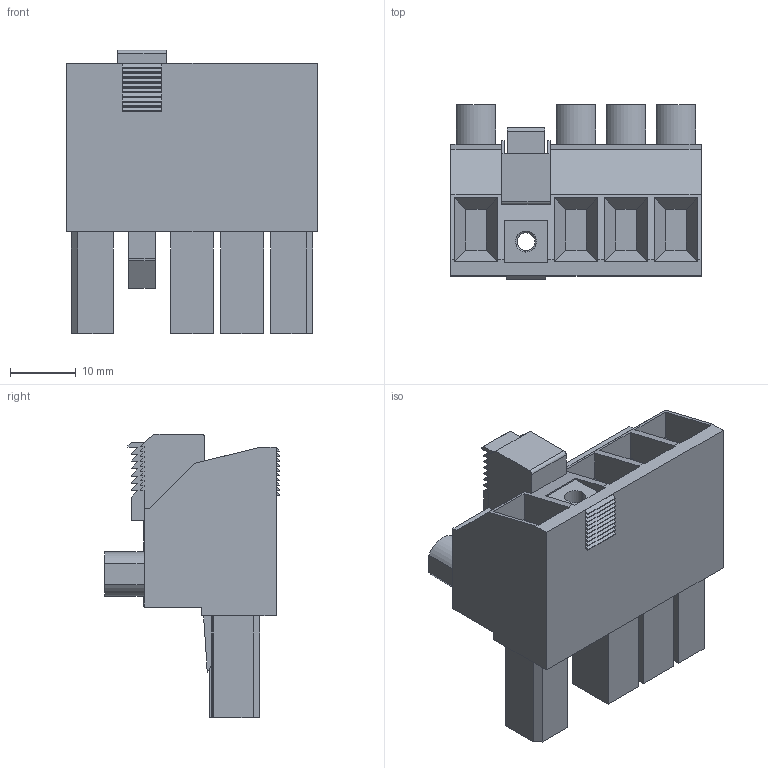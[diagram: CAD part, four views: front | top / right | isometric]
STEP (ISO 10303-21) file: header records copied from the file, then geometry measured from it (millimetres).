
FILE_DESCRIPTION(('CATIA V5 STEP Exchange','CAx-IF Rec.Pracs.--- Model Styling and Organization---1.4--- 2014-01-23'),'2;1');
FILE_NAME ('D1449476_1_1156740000_1156740000.stp','2022-01-30T10:50:44+00:00',('none'),('Weidmueller'),'CATIA Version 5-6 Release 2016','CATIA V5 STEP AP214','none');
FILE_SCHEMA(('AUTOMOTIVE_DESIGN { 1 0 10303 214 1 1 1 1 }'));
Length unit declared in the file: millimetre
Products named in the file (1): 1156740000
Bounding box: 38.1 x 26.6 x 43.15 mm (x, y, z)
Volume: 17719.5 mm3; surface area: 10843.1 mm2
Topology: 6 solids, 7 shells, 500 faces, 1486 edges, 1021 vertices
Faces by surface type: plane 433, cylinder 50, bspline 6, torus 5, sphere 4, cone 2
Entity records: 17820 total; most frequent: CARTESIAN_POINT 4102, ORIENTED_EDGE 2968, DIRECTION 2353, EDGE_CURVE 1484, VECTOR 1190, LINE 1190, VERTEX_POINT 1021, AXIS2_PLACEMENT_3D 670
